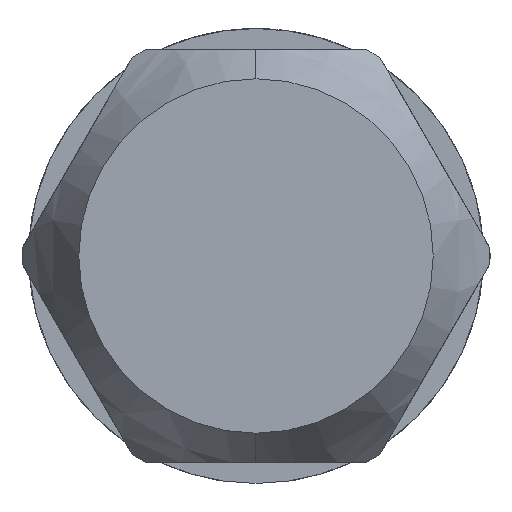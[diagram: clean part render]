
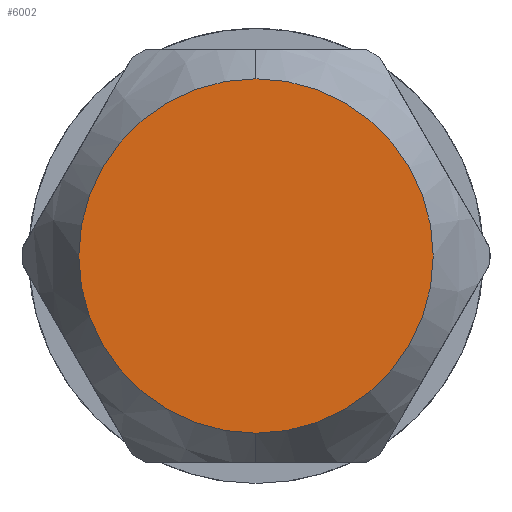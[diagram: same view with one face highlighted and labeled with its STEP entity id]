
A CAD part, left-side view. The second image highlights one B-rep face of the part: STEP entity #6002.
In plain terms, the highlighted planar face has unit normal (-1, 0, 0).
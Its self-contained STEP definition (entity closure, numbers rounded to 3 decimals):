
#76 = CARTESIAN_POINT ( 'NONE',  ( -50., 0., -2.704 ) ) ;
#83 = EDGE_CURVE ( 'NONE', #2663, #7505, #1902, .T. ) ;
#114 = DIRECTION ( 'NONE',  ( 0., 0., 1. ) ) ;
#361 = AXIS2_PLACEMENT_3D ( 'NONE', #2441, #3130, #4308 ) ;
#751 = FACE_OUTER_BOUND ( 'NONE', #1830, .T. ) ;
#985 = CARTESIAN_POINT ( 'NONE',  ( -50., 0., 0. ) ) ;
#1830 = EDGE_LOOP ( 'NONE', ( #1845, #6642 ) ) ;
#1845 = ORIENTED_EDGE ( 'NONE', *, *, #7439, .T. ) ;
#1902 = CIRCLE ( 'NONE', #6721, 2.704 ) ;
#2088 = DIRECTION ( 'NONE',  ( -1., 0., 0. ) ) ;
#2253 = DIRECTION ( 'NONE',  ( 0., 0., 1. ) ) ;
#2441 = CARTESIAN_POINT ( 'NONE',  ( -50., 0., 0. ) ) ;
#2663 = VERTEX_POINT ( 'NONE', #7650 ) ;
#3130 = DIRECTION ( 'NONE',  ( -1., 0., 0. ) ) ;
#4043 = DIRECTION ( 'NONE',  ( -1., 0., 0. ) ) ;
#4308 = DIRECTION ( 'NONE',  ( 0., 0., 1. ) ) ;
#4920 = PLANE ( 'NONE',  #361 ) ;
#5863 = CARTESIAN_POINT ( 'NONE',  ( -50., 0., 0. ) ) ;
#6002 = ADVANCED_FACE ( 'NONE', ( #751 ), #4920, .T. ) ;
#6043 = CIRCLE ( 'NONE', #7223, 2.704 ) ;
#6642 = ORIENTED_EDGE ( 'NONE', *, *, #83, .T. ) ;
#6721 = AXIS2_PLACEMENT_3D ( 'NONE', #5863, #2088, #114 ) ;
#7223 = AXIS2_PLACEMENT_3D ( 'NONE', #985, #4043, #2253 ) ;
#7439 = EDGE_CURVE ( 'NONE', #7505, #2663, #6043, .T. ) ;
#7505 = VERTEX_POINT ( 'NONE', #76 ) ;
#7650 = CARTESIAN_POINT ( 'NONE',  ( -50., 0., 2.704 ) ) ;
